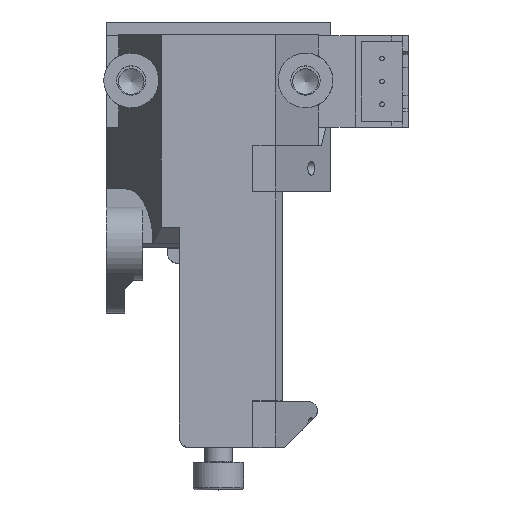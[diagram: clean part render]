
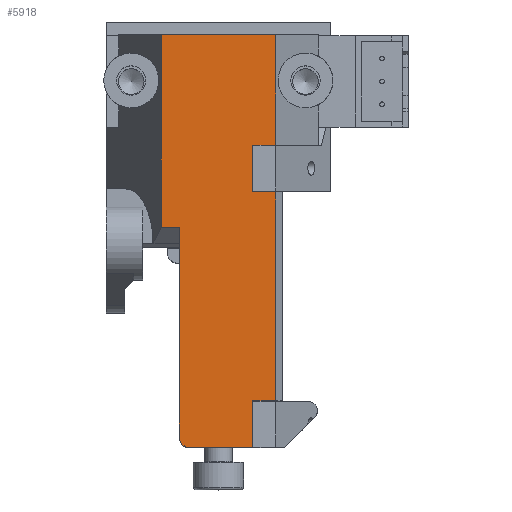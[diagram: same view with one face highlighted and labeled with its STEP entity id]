
A CAD part, top view. The second image highlights one B-rep face of the part: STEP entity #5918.
In plain terms, the highlighted planar face has unit normal (0, 0, 1).
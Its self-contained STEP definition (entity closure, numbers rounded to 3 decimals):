
#326=CIRCLE('',#6534,1.);
#613=FACE_OUTER_BOUND('',#943,.T.);
#943=EDGE_LOOP('',(#5025,#5026,#5027,#5028,#5029,#5030,#5031,#5032,#5033,
#5034,#5035,#5036,#5037));
#1523=LINE('',#9664,#2173);
#1524=LINE('',#9666,#2174);
#1525=LINE('',#9668,#2175);
#1526=LINE('',#9670,#2176);
#1527=LINE('',#9672,#2177);
#1528=LINE('',#9674,#2178);
#1529=LINE('',#9676,#2179);
#1530=LINE('',#9678,#2180);
#1531=LINE('',#9680,#2181);
#1532=LINE('',#9682,#2182);
#1533=LINE('',#9684,#2183);
#1534=LINE('',#9685,#2184);
#2173=VECTOR('',#7920,10.);
#2174=VECTOR('',#7921,10.);
#2175=VECTOR('',#7922,10.);
#2176=VECTOR('',#7923,10.);
#2177=VECTOR('',#7924,10.);
#2178=VECTOR('',#7925,10.);
#2179=VECTOR('',#7926,10.);
#2180=VECTOR('',#7927,10.);
#2181=VECTOR('',#7928,10.);
#2182=VECTOR('',#7929,10.);
#2183=VECTOR('',#7930,10.);
#2184=VECTOR('',#7931,10.);
#2768=VERTEX_POINT('',#9635);
#2769=VERTEX_POINT('',#9637);
#2775=VERTEX_POINT('',#9663);
#2776=VERTEX_POINT('',#9665);
#2777=VERTEX_POINT('',#9667);
#2778=VERTEX_POINT('',#9669);
#2779=VERTEX_POINT('',#9671);
#2780=VERTEX_POINT('',#9673);
#2781=VERTEX_POINT('',#9675);
#2782=VERTEX_POINT('',#9677);
#2783=VERTEX_POINT('',#9679);
#2784=VERTEX_POINT('',#9681);
#2785=VERTEX_POINT('',#9683);
#3544=EDGE_CURVE('',#2768,#2769,#326,.T.);
#3553=EDGE_CURVE('',#2768,#2775,#1523,.T.);
#3554=EDGE_CURVE('',#2775,#2776,#1524,.T.);
#3555=EDGE_CURVE('',#2776,#2777,#1525,.T.);
#3556=EDGE_CURVE('',#2777,#2778,#1526,.T.);
#3557=EDGE_CURVE('',#2779,#2778,#1527,.T.);
#3558=EDGE_CURVE('',#2779,#2780,#1528,.T.);
#3559=EDGE_CURVE('',#2780,#2781,#1529,.T.);
#3560=EDGE_CURVE('',#2782,#2781,#1530,.T.);
#3561=EDGE_CURVE('',#2782,#2783,#1531,.T.);
#3562=EDGE_CURVE('',#2784,#2783,#1532,.T.);
#3563=EDGE_CURVE('',#2785,#2784,#1533,.T.);
#3564=EDGE_CURVE('',#2785,#2769,#1534,.T.);
#5025=ORIENTED_EDGE('',*,*,#3544,.F.);
#5026=ORIENTED_EDGE('',*,*,#3553,.T.);
#5027=ORIENTED_EDGE('',*,*,#3554,.T.);
#5028=ORIENTED_EDGE('',*,*,#3555,.T.);
#5029=ORIENTED_EDGE('',*,*,#3556,.T.);
#5030=ORIENTED_EDGE('',*,*,#3557,.F.);
#5031=ORIENTED_EDGE('',*,*,#3558,.T.);
#5032=ORIENTED_EDGE('',*,*,#3559,.T.);
#5033=ORIENTED_EDGE('',*,*,#3560,.F.);
#5034=ORIENTED_EDGE('',*,*,#3561,.T.);
#5035=ORIENTED_EDGE('',*,*,#3562,.F.);
#5036=ORIENTED_EDGE('',*,*,#3563,.F.);
#5037=ORIENTED_EDGE('',*,*,#3564,.T.);
#5636=PLANE('',#6540);
#5918=ADVANCED_FACE('',(#613),#5636,.T.);
#6534=AXIS2_PLACEMENT_3D('',#9638,#7903,#7904);
#6540=AXIS2_PLACEMENT_3D('',#9662,#7918,#7919);
#7903=DIRECTION('center_axis',(0.,0.,-1.));
#7904=DIRECTION('ref_axis',(-0.707,-0.707,0.));
#7918=DIRECTION('center_axis',(0.,0.,1.));
#7919=DIRECTION('ref_axis',(1.,0.,0.));
#7920=DIRECTION('',(1.,0.,0.));
#7921=DIRECTION('',(0.,1.,0.));
#7922=DIRECTION('',(1.,0.,0.));
#7923=DIRECTION('',(0.,1.,0.));
#7924=DIRECTION('',(1.,0.,0.));
#7925=DIRECTION('',(0.,1.,0.));
#7926=DIRECTION('',(1.,0.,0.));
#7927=DIRECTION('',(0.,-1.,0.));
#7928=DIRECTION('',(-1.,0.,0.));
#7929=DIRECTION('',(0.,1.,0.));
#7930=DIRECTION('',(-1.,0.,0.));
#7931=DIRECTION('',(0.,-1.,0.));
#9635=CARTESIAN_POINT('',(-3.25,0.,14.));
#9637=CARTESIAN_POINT('',(-4.25,1.,14.));
#9638=CARTESIAN_POINT('Origin',(-3.25,1.,14.));
#9662=CARTESIAN_POINT('Origin',(0.,22.55,14.));
#9663=CARTESIAN_POINT('',(3.75,0.,14.));
#9664=CARTESIAN_POINT('',(-12.25,0.,14.));
#9665=CARTESIAN_POINT('',(3.75,5.1,14.));
#9666=CARTESIAN_POINT('',(3.75,27.775,14.));
#9667=CARTESIAN_POINT('',(6.25,5.1,14.));
#9668=CARTESIAN_POINT('',(3.75,5.1,14.));
#9669=CARTESIAN_POINT('',(6.25,27.9,14.));
#9670=CARTESIAN_POINT('',(6.25,22.2,14.));
#9671=CARTESIAN_POINT('',(3.75,27.9,14.));
#9672=CARTESIAN_POINT('',(3.75,27.9,14.));
#9673=CARTESIAN_POINT('',(3.75,33.,14.));
#9674=CARTESIAN_POINT('',(3.75,27.775,14.));
#9675=CARTESIAN_POINT('',(6.25,33.,14.));
#9676=CARTESIAN_POINT('',(6.125,33.,14.));
#9677=CARTESIAN_POINT('',(6.25,45.1,14.));
#9678=CARTESIAN_POINT('',(6.25,11.275,14.));
#9679=CARTESIAN_POINT('',(-6.25,45.1,14.));
#9680=CARTESIAN_POINT('',(12.25,45.1,14.));
#9681=CARTESIAN_POINT('',(-6.25,24.05,14.));
#9682=CARTESIAN_POINT('',(-6.25,33.825,14.));
#9683=CARTESIAN_POINT('',(-4.25,24.05,14.));
#9684=CARTESIAN_POINT('',(-2.125,24.05,14.));
#9685=CARTESIAN_POINT('',(-4.25,11.275,14.));
